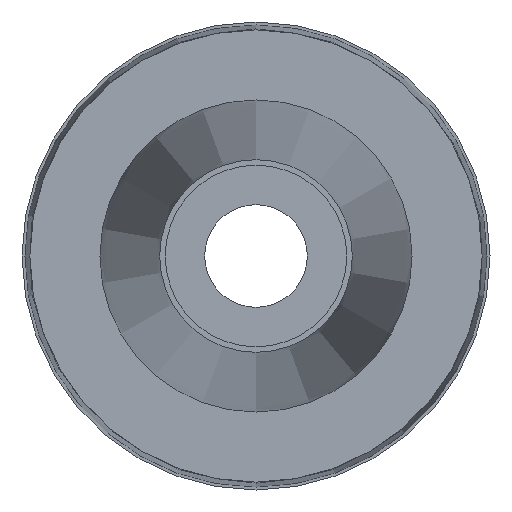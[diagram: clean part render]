
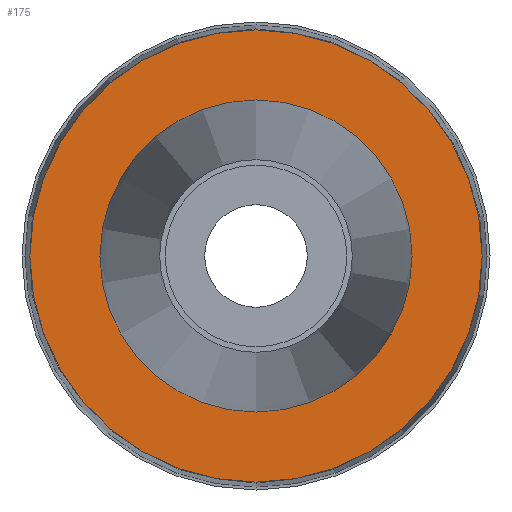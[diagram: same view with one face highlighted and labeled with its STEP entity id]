
A CAD part, front view. The second image highlights one B-rep face of the part: STEP entity #175.
In plain terms, the highlighted planar face has unit normal (0, -1, 0).
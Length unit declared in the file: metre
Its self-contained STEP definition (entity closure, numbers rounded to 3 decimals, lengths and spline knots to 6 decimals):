
#26=ORIENTED_EDGE('',*,*,#58,.F.);
#27=ORIENTED_EDGE('',*,*,#59,.T.);
#58=EDGE_CURVE('',#74,#74,#90,.T.);
#59=EDGE_CURVE('',#75,#75,#91,.T.);
#74=VERTEX_POINT('',#317);
#75=VERTEX_POINT('',#319);
#90=CIRCLE('',#211,0.005725);
#91=CIRCLE('',#212,0.00395);
#106=EDGE_LOOP('',(#26));
#107=EDGE_LOOP('',(#27));
#138=FACE_BOUND('',#106,.T.);
#139=FACE_BOUND('',#107,.T.);
#167=PLANE('',#210);
#175=ADVANCED_FACE('',(#138,#139),#167,.F.);
#210=AXIS2_PLACEMENT_3D('',#315,#253,#254);
#211=AXIS2_PLACEMENT_3D('',#316,#255,#256);
#212=AXIS2_PLACEMENT_3D('',#318,#257,#258);
#253=DIRECTION('',(0.,1.,0.));
#254=DIRECTION('',(0.,0.,1.));
#255=DIRECTION('',(0.,1.,0.));
#256=DIRECTION('',(0.,0.,1.));
#257=DIRECTION('',(0.,1.,0.));
#258=DIRECTION('',(0.,0.,1.));
#315=CARTESIAN_POINT('',(0.,0.08325,0.));
#316=CARTESIAN_POINT('',(0.,0.08325,0.));
#317=CARTESIAN_POINT('',(0.,0.08325,0.005725));
#318=CARTESIAN_POINT('',(0.,0.08325,0.));
#319=CARTESIAN_POINT('',(0.,0.08325,0.00395));
